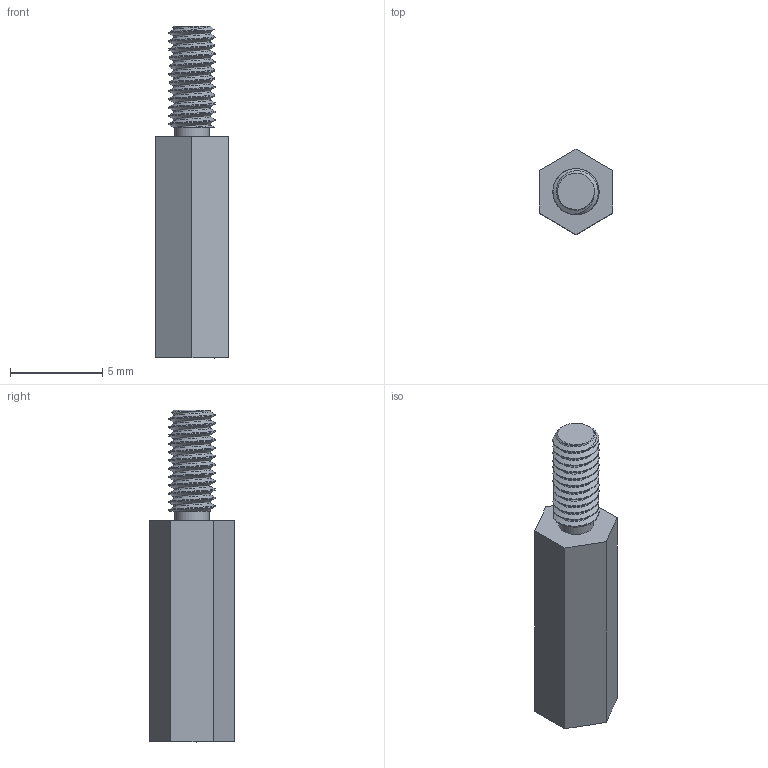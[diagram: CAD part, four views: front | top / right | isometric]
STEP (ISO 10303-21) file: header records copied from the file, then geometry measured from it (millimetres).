
FILE_DESCRIPTION(('STEP AP203'), '1');
FILE_NAME('hex spacer standoff_M2_5 SW4 L12', '', ('UNSPECIFIED'), ('UNSPECIFIED'), 'ASCON STEP Converter 1.6', 'ASCON Math Kernel', '');
FILE_SCHEMA(('CONFIG_CONTROL_DESIGN'));
Length unit declared in the file: millimetre
Bounding box: 4 x 4.62 x 18 mm (x, y, z)
Volume: 155.2 mm3; surface area: 356.7 mm2
Topology: 1 solids, 1 shells, 46 faces, 127 edges, 87 vertices
Faces by surface type: cylinder 26, plane 11, bspline 6, cone 3
Full cylindrical faces by diameter (mm): 1.9 x1, 2.02 x1
Entity records: 24031 total; most frequent: CARTESIAN_POINT 22638, ORIENTED_EDGE 236, DIRECTION 141, EDGE_CURVE 118, VERTEX_POINT 80, B_SPLINE_CURVE_WITH_KNOTS 68, EDGE_LOOP 50, AXIS2_PLACEMENT_3D 49
